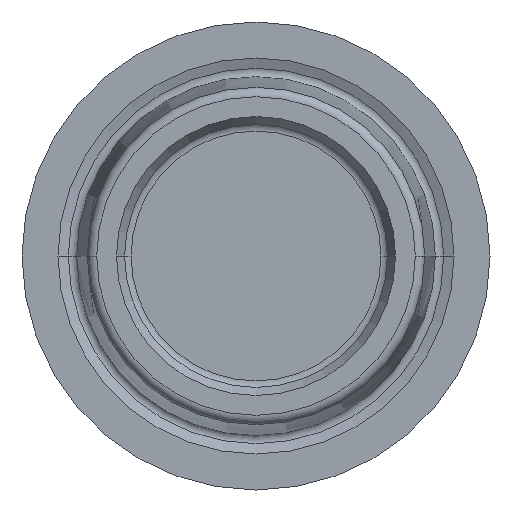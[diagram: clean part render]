
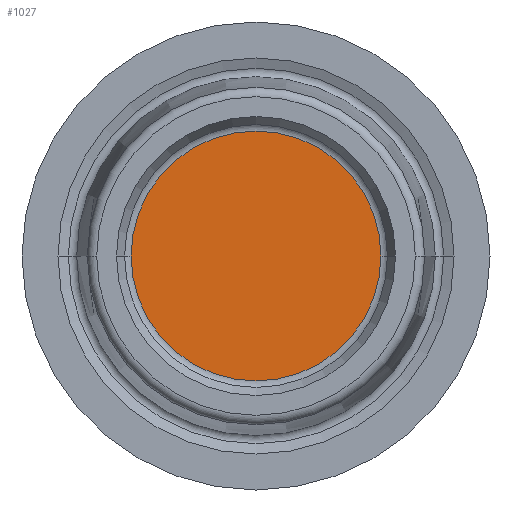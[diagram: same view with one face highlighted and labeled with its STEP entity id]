
A CAD part, left-side view. The second image highlights one B-rep face of the part: STEP entity #1027.
In plain terms, the highlighted planar face has unit normal (-1, 0, 0).
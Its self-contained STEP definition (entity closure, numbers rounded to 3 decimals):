
#213=CARTESIAN_POINT('',(5.95,0.,0.));
#214=DIRECTION('',(-1.,0.,0.));
#215=DIRECTION('',(0.,1.,0.));
#216=AXIS2_PLACEMENT_3D('',#213,#214,#215);
#223=CARTESIAN_POINT('',(5.95,0.,0.));
#224=DIRECTION('',(1.,0.,0.));
#225=DIRECTION('',(0.,1.,0.));
#226=AXIS2_PLACEMENT_3D('',#223,#224,#225);
#592=CARTESIAN_POINT('',(5.95,6.675,0.));
#594=VERTEX_POINT('',#592);
#596=CARTESIAN_POINT('',(5.95,-6.675,0.));
#598=VERTEX_POINT('',#596);
#1018=CARTESIAN_POINT('',(5.95,0.,0.));
#1019=DIRECTION('',(1.,0.,0.));
#1020=DIRECTION('',(0.,-1.,0.));
#1021=AXIS2_PLACEMENT_3D('',#1018,#1019,#1020);
#1022=PLANE('',#1021);
#1023=ORIENTED_EDGE('',*,*,#1013,.T.);
#1024=ORIENTED_EDGE('',*,*,#997,.F.);
#1025=EDGE_LOOP('',(#1023,#1024));
#1026=FACE_OUTER_BOUND('',#1025,.F.);
#1027=ADVANCED_FACE('',(#1026),#1022,.F.);
#217=CIRCLE('',#216,6.675);
#227=CIRCLE('',#226,6.675);
#997=EDGE_CURVE('',#594,#598,#217,.T.);
#1013=EDGE_CURVE('',#594,#598,#227,.T.);
